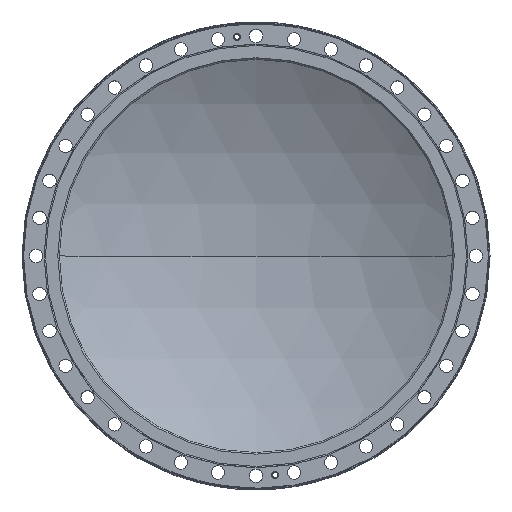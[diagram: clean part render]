
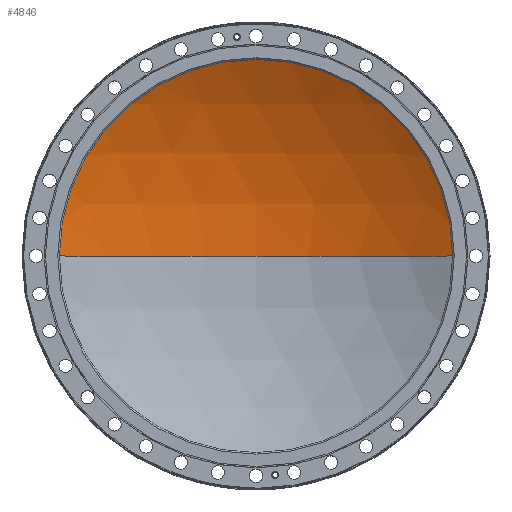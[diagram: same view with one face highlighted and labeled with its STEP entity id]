
A CAD part, top view. The second image highlights one B-rep face of the part: STEP entity #4846.
In plain terms, the highlighted spherical face has radius 500.25 mm.
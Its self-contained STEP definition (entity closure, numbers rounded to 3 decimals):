
#54 = CIRCLE ( 'NONE', #2640, 500.25 ) ;
#135 = CARTESIAN_POINT ( 'NONE',  ( 0., 0., -105.1 ) ) ;
#252 = CARTESIAN_POINT ( 'NONE',  ( 0., 0., 395.15 ) ) ;
#429 = CARTESIAN_POINT ( 'NONE',  ( 0., 0., -37. ) ) ;
#750 = CARTESIAN_POINT ( 'NONE',  ( 0., 0., 395.15 ) ) ;
#906 = DIRECTION ( 'NONE',  ( 0., -1., 0. ) ) ;
#1252 = DIRECTION ( 'NONE',  ( 1., 0., 0. ) ) ;
#1413 = AXIS2_PLACEMENT_3D ( 'NONE', #4884, #1873, #5379 ) ;
#1580 = CARTESIAN_POINT ( 'NONE',  ( -251.985, 0., -37. ) ) ;
#1784 = VERTEX_POINT ( 'NONE', #2645 ) ;
#1873 = DIRECTION ( 'NONE',  ( 0., 0., 1. ) ) ;
#2227 = DIRECTION ( 'NONE',  ( -1., 0., 0. ) ) ;
#2247 = DIRECTION ( 'NONE',  ( 0., -1., 0. ) ) ;
#2425 = AXIS2_PLACEMENT_3D ( 'NONE', #429, #3894, #906 ) ;
#2474 = CARTESIAN_POINT ( 'NONE',  ( 251.985, 0., -37. ) ) ;
#2477 = CIRCLE ( 'NONE', #1413, 251.985 ) ;
#2640 = AXIS2_PLACEMENT_3D ( 'NONE', #252, #2734, #5276 ) ;
#2645 = CARTESIAN_POINT ( 'NONE',  ( 0., 251.985, -37. ) ) ;
#2734 = DIRECTION ( 'NONE',  ( 0., 1., 0. ) ) ;
#2759 = CARTESIAN_POINT ( 'NONE',  ( 0., 0., 395.15 ) ) ;
#2945 = VERTEX_POINT ( 'NONE', #2474 ) ;
#3128 = VERTEX_POINT ( 'NONE', #135 ) ;
#3841 = AXIS2_PLACEMENT_3D ( 'NONE', #2759, #2247, #2227 ) ;
#3855 = SPHERICAL_SURFACE ( 'NONE', #3841, 500.25 ) ;
#3894 = DIRECTION ( 'NONE',  ( 0., 0., 1. ) ) ;
#4238 = DIRECTION ( 'NONE',  ( 0., -1., 0. ) ) ;
#4326 = FACE_OUTER_BOUND ( 'NONE', #5386, .T. ) ;
#4641 = CIRCLE ( 'NONE', #6208, 500.25 ) ;
#4702 = VERTEX_POINT ( 'NONE', #1580 ) ;
#4738 = ORIENTED_EDGE ( 'NONE', *, *, #5223, .T. ) ;
#4764 = EDGE_CURVE ( 'NONE', #3128, #4702, #54, .T. ) ;
#4846 = ADVANCED_FACE ( 'NONE', ( #4326 ), #3855, .F. ) ;
#4884 = CARTESIAN_POINT ( 'NONE',  ( 0., 0., -37. ) ) ;
#4972 = ORIENTED_EDGE ( 'NONE', *, *, #5963, .T. ) ;
#5223 = EDGE_CURVE ( 'NONE', #3128, #2945, #4641, .T. ) ;
#5276 = DIRECTION ( 'NONE',  ( 0., 0., 1. ) ) ;
#5379 = DIRECTION ( 'NONE',  ( 0., -1., 0. ) ) ;
#5386 = EDGE_LOOP ( 'NONE', ( #6006, #4738, #4972, #6332 ) ) ;
#5963 = EDGE_CURVE ( 'NONE', #2945, #1784, #2477, .T. ) ;
#6006 = ORIENTED_EDGE ( 'NONE', *, *, #4764, .F. ) ;
#6033 = EDGE_CURVE ( 'NONE', #1784, #4702, #6180, .T. ) ;
#6180 = CIRCLE ( 'NONE', #2425, 251.985 ) ;
#6208 = AXIS2_PLACEMENT_3D ( 'NONE', #750, #4238, #1252 ) ;
#6332 = ORIENTED_EDGE ( 'NONE', *, *, #6033, .T. ) ;
